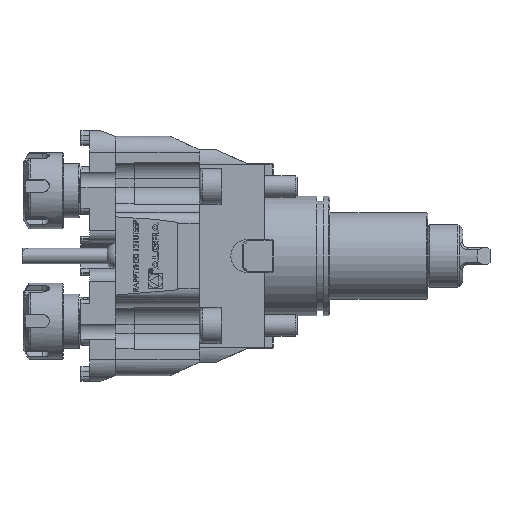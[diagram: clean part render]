
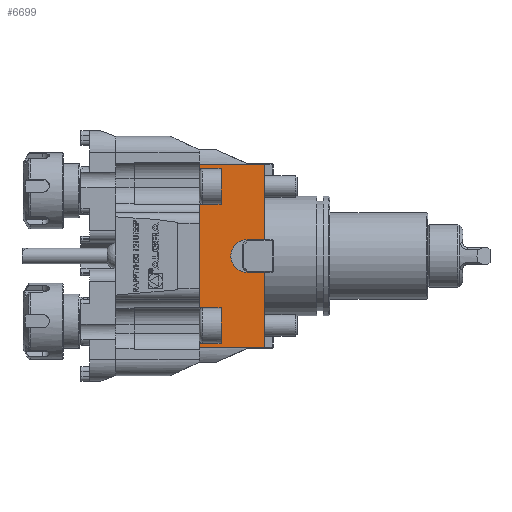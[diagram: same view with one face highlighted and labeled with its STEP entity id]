
A CAD part, front view. The second image highlights one B-rep face of the part: STEP entity #6699.
In plain terms, the highlighted planar face has unit normal (0, -1, 0).
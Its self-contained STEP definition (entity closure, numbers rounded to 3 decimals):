
#424 = ORIENTED_EDGE ( 'NONE', *, *, #33716, .T. ) ;
#558 = CARTESIAN_POINT ( 'NONE',  ( 30., -42.5, -42.295 ) ) ;
#664 = CARTESIAN_POINT ( 'NONE',  ( 10., -42.5, 23.75 ) ) ;
#841 = CARTESIAN_POINT ( 'NONE',  ( 0., -42.5, 23.75 ) ) ;
#1008 = DIRECTION ( 'NONE',  ( 0., 0., -1. ) ) ;
#1242 = VECTOR ( 'NONE', #1598, 1000. ) ;
#1598 = DIRECTION ( 'NONE',  ( 1., 0., 0. ) ) ;
#1642 = VECTOR ( 'NONE', #32966, 1000. ) ;
#1654 = LINE ( 'NONE', #29192, #1242 ) ;
#2403 = ORIENTED_EDGE ( 'NONE', *, *, #29764, .F. ) ;
#2688 = LINE ( 'NONE', #22647, #13087 ) ;
#2817 = VECTOR ( 'NONE', #21568, 1000. ) ;
#2898 = VERTEX_POINT ( 'NONE', #12268 ) ;
#2934 = PLANE ( 'NONE',  #18470 ) ;
#3213 = LINE ( 'NONE', #25004, #22267 ) ;
#3666 = CARTESIAN_POINT ( 'NONE',  ( 0., -42.5, 79.115 ) ) ;
#4080 = ORIENTED_EDGE ( 'NONE', *, *, #15382, .F. ) ;
#4093 = ORIENTED_EDGE ( 'NONE', *, *, #13460, .T. ) ;
#4502 = VERTEX_POINT ( 'NONE', #9395 ) ;
#5397 = VECTOR ( 'NONE', #12933, 1000. ) ;
#5700 = EDGE_CURVE ( 'NONE', #4502, #18094, #18815, .T. ) ;
#6070 = CARTESIAN_POINT ( 'NONE',  ( 22., -42.5, 0. ) ) ;
#6391 = VERTEX_POINT ( 'NONE', #31129 ) ;
#6682 = CARTESIAN_POINT ( 'NONE',  ( 0., -42.5, 79.115 ) ) ;
#6699 = ADVANCED_FACE ( 'NONE', ( #24253 ), #2934, .T. ) ;
#6724 = CARTESIAN_POINT ( 'NONE',  ( 30., -42.5, 42.295 ) ) ;
#6754 = EDGE_CURVE ( 'NONE', #16040, #18799, #30411, .T. ) ;
#6984 = CARTESIAN_POINT ( 'NONE',  ( 0., -42.5, -7.5 ) ) ;
#7164 = LINE ( 'NONE', #6984, #23976 ) ;
#7285 = LINE ( 'NONE', #35500, #1642 ) ;
#7451 = CARTESIAN_POINT ( 'NONE',  ( 10., -42.5, -23.75 ) ) ;
#8981 = VERTEX_POINT ( 'NONE', #27530 ) ;
#9009 = DIRECTION ( 'NONE',  ( 0., -1., 0. ) ) ;
#9395 = CARTESIAN_POINT ( 'NONE',  ( 10., -42.5, 40.25 ) ) ;
#10062 = EDGE_CURVE ( 'NONE', #31428, #2898, #18227, .T. ) ;
#10177 = VERTEX_POINT ( 'NONE', #12376 ) ;
#10477 = ORIENTED_EDGE ( 'NONE', *, *, #10712, .F. ) ;
#10621 = DIRECTION ( 'NONE',  ( -1., 0., 0. ) ) ;
#10712 = EDGE_CURVE ( 'NONE', #14542, #10177, #35973, .T. ) ;
#11106 = CARTESIAN_POINT ( 'NONE',  ( 10., -42.5, 40.25 ) ) ;
#11442 = DIRECTION ( 'NONE',  ( 0., 0., -1. ) ) ;
#11545 = ORIENTED_EDGE ( 'NONE', *, *, #26128, .T. ) ;
#11659 = DIRECTION ( 'NONE',  ( 0., 0., -1. ) ) ;
#12147 = VECTOR ( 'NONE', #10621, 1000. ) ;
#12234 = DIRECTION ( 'NONE',  ( -1., 0., 0. ) ) ;
#12268 = CARTESIAN_POINT ( 'NONE',  ( 22., -42.5, 7.5 ) ) ;
#12376 = CARTESIAN_POINT ( 'NONE',  ( 0., -42.5, -23.75 ) ) ;
#12422 = ORIENTED_EDGE ( 'NONE', *, *, #10062, .T. ) ;
#12622 = VECTOR ( 'NONE', #1008, 1000. ) ;
#12933 = DIRECTION ( 'NONE',  ( -1., 0., 0. ) ) ;
#12970 = ORIENTED_EDGE ( 'NONE', *, *, #34586, .T. ) ;
#13087 = VECTOR ( 'NONE', #31878, 1000. ) ;
#13116 = LINE ( 'NONE', #29482, #35646 ) ;
#13387 = LINE ( 'NONE', #6682, #35951 ) ;
#13447 = DIRECTION ( 'NONE',  ( 0., 0., -1. ) ) ;
#13460 = EDGE_CURVE ( 'NONE', #16040, #31428, #7164, .T. ) ;
#14043 = DIRECTION ( 'NONE',  ( 0., 0., -1. ) ) ;
#14542 = VERTEX_POINT ( 'NONE', #29902 ) ;
#15086 = EDGE_CURVE ( 'NONE', #16958, #20809, #13116, .T. ) ;
#15382 = EDGE_CURVE ( 'NONE', #8981, #14542, #2688, .T. ) ;
#15639 = VERTEX_POINT ( 'NONE', #32982 ) ;
#16040 = VERTEX_POINT ( 'NONE', #32097 ) ;
#16114 = ORIENTED_EDGE ( 'NONE', *, *, #33474, .F. ) ;
#16709 = CARTESIAN_POINT ( 'NONE',  ( 0., -42.5, 79.115 ) ) ;
#16881 = CARTESIAN_POINT ( 'NONE',  ( 0., -42.5, 79.115 ) ) ;
#16958 = VERTEX_POINT ( 'NONE', #664 ) ;
#16961 = VECTOR ( 'NONE', #13447, 1000. ) ;
#17486 = ORIENTED_EDGE ( 'NONE', *, *, #6754, .F. ) ;
#17703 = EDGE_CURVE ( 'NONE', #16958, #4502, #7285, .T. ) ;
#17823 = LINE ( 'NONE', #21291, #16961 ) ;
#17881 = VERTEX_POINT ( 'NONE', #27941 ) ;
#18094 = VERTEX_POINT ( 'NONE', #20329 ) ;
#18227 = CIRCLE ( 'NONE', #35294, 7.5 ) ;
#18470 = AXIS2_PLACEMENT_3D ( 'NONE', #16881, #9009, #28098 ) ;
#18799 = VERTEX_POINT ( 'NONE', #558 ) ;
#18815 = LINE ( 'NONE', #11106, #24361 ) ;
#19322 = LINE ( 'NONE', #34669, #2817 ) ;
#19581 = VECTOR ( 'NONE', #11442, 1000. ) ;
#20329 = CARTESIAN_POINT ( 'NONE',  ( 0., -42.5, 40.25 ) ) ;
#20809 = VERTEX_POINT ( 'NONE', #841 ) ;
#21291 = CARTESIAN_POINT ( 'NONE',  ( 30., -42.5, 79.115 ) ) ;
#21568 = DIRECTION ( 'NONE',  ( -1., 0., 0. ) ) ;
#21691 = LINE ( 'NONE', #3666, #12622 ) ;
#21900 = ORIENTED_EDGE ( 'NONE', *, *, #31149, .T. ) ;
#22267 = VECTOR ( 'NONE', #24649, 1000. ) ;
#22529 = ORIENTED_EDGE ( 'NONE', *, *, #17703, .F. ) ;
#22647 = CARTESIAN_POINT ( 'NONE',  ( 10., -42.5, -40.25 ) ) ;
#23192 = EDGE_CURVE ( 'NONE', #8981, #17881, #3213, .T. ) ;
#23651 = CARTESIAN_POINT ( 'NONE',  ( 105., -42.5, -42.295 ) ) ;
#23976 = VECTOR ( 'NONE', #12234, 1000. ) ;
#24253 = FACE_OUTER_BOUND ( 'NONE', #28780, .T. ) ;
#24361 = VECTOR ( 'NONE', #30455, 1000. ) ;
#24550 = ORIENTED_EDGE ( 'NONE', *, *, #27816, .T. ) ;
#24649 = DIRECTION ( 'NONE',  ( -1., 0., 0. ) ) ;
#25004 = CARTESIAN_POINT ( 'NONE',  ( 10., -42.5, -40.25 ) ) ;
#25135 = VECTOR ( 'NONE', #14043, 1000. ) ;
#25998 = CARTESIAN_POINT ( 'NONE',  ( 0., -42.5, 42.295 ) ) ;
#26128 = EDGE_CURVE ( 'NONE', #17881, #15639, #21691, .T. ) ;
#27530 = CARTESIAN_POINT ( 'NONE',  ( 10., -42.5, -40.25 ) ) ;
#27816 = EDGE_CURVE ( 'NONE', #2898, #6391, #1654, .T. ) ;
#27941 = CARTESIAN_POINT ( 'NONE',  ( 0., -42.5, -40.25 ) ) ;
#28098 = DIRECTION ( 'NONE',  ( 0., 0., -1. ) ) ;
#28409 = DIRECTION ( 'NONE',  ( 0., 1., 0. ) ) ;
#28780 = EDGE_LOOP ( 'NONE', ( #12422, #24550, #16114, #21900, #12970, #31008, #22529, #30878, #424, #10477, #4080, #31994, #11545, #2403, #17486, #4093 ) ) ;
#28805 = DIRECTION ( 'NONE',  ( 0., 0., -1. ) ) ;
#29192 = CARTESIAN_POINT ( 'NONE',  ( 0., -42.5, 7.5 ) ) ;
#29193 = LINE ( 'NONE', #23651, #5397 ) ;
#29482 = CARTESIAN_POINT ( 'NONE',  ( 10., -42.5, 23.75 ) ) ;
#29605 = DIRECTION ( 'NONE',  ( -1., 0., 0. ) ) ;
#29764 = EDGE_CURVE ( 'NONE', #18799, #15639, #29193, .T. ) ;
#29902 = CARTESIAN_POINT ( 'NONE',  ( 10., -42.5, -23.75 ) ) ;
#30411 = LINE ( 'NONE', #30799, #19581 ) ;
#30455 = DIRECTION ( 'NONE',  ( -1., 0., 0. ) ) ;
#30799 = CARTESIAN_POINT ( 'NONE',  ( 30., -42.5, 79.115 ) ) ;
#30878 = ORIENTED_EDGE ( 'NONE', *, *, #15086, .T. ) ;
#31008 = ORIENTED_EDGE ( 'NONE', *, *, #5700, .F. ) ;
#31129 = CARTESIAN_POINT ( 'NONE',  ( 30., -42.5, 7.5 ) ) ;
#31149 = EDGE_CURVE ( 'NONE', #33963, #34529, #19322, .T. ) ;
#31275 = CARTESIAN_POINT ( 'NONE',  ( 22., -42.5, -7.5 ) ) ;
#31428 = VERTEX_POINT ( 'NONE', #31275 ) ;
#31878 = DIRECTION ( 'NONE',  ( 0., 0., 1. ) ) ;
#31994 = ORIENTED_EDGE ( 'NONE', *, *, #23192, .T. ) ;
#32097 = CARTESIAN_POINT ( 'NONE',  ( 30., -42.5, -7.5 ) ) ;
#32569 = LINE ( 'NONE', #16709, #25135 ) ;
#32966 = DIRECTION ( 'NONE',  ( 0., 0., 1. ) ) ;
#32982 = CARTESIAN_POINT ( 'NONE',  ( 0., -42.5, -42.295 ) ) ;
#33474 = EDGE_CURVE ( 'NONE', #33963, #6391, #17823, .T. ) ;
#33716 = EDGE_CURVE ( 'NONE', #20809, #10177, #32569, .T. ) ;
#33963 = VERTEX_POINT ( 'NONE', #6724 ) ;
#34529 = VERTEX_POINT ( 'NONE', #25998 ) ;
#34586 = EDGE_CURVE ( 'NONE', #34529, #18094, #13387, .T. ) ;
#34669 = CARTESIAN_POINT ( 'NONE',  ( 105., -42.5, 42.295 ) ) ;
#35294 = AXIS2_PLACEMENT_3D ( 'NONE', #6070, #28409, #11659 ) ;
#35500 = CARTESIAN_POINT ( 'NONE',  ( 10., -42.5, 23.75 ) ) ;
#35646 = VECTOR ( 'NONE', #29605, 1000. ) ;
#35951 = VECTOR ( 'NONE', #28805, 1000. ) ;
#35973 = LINE ( 'NONE', #7451, #12147 ) ;
